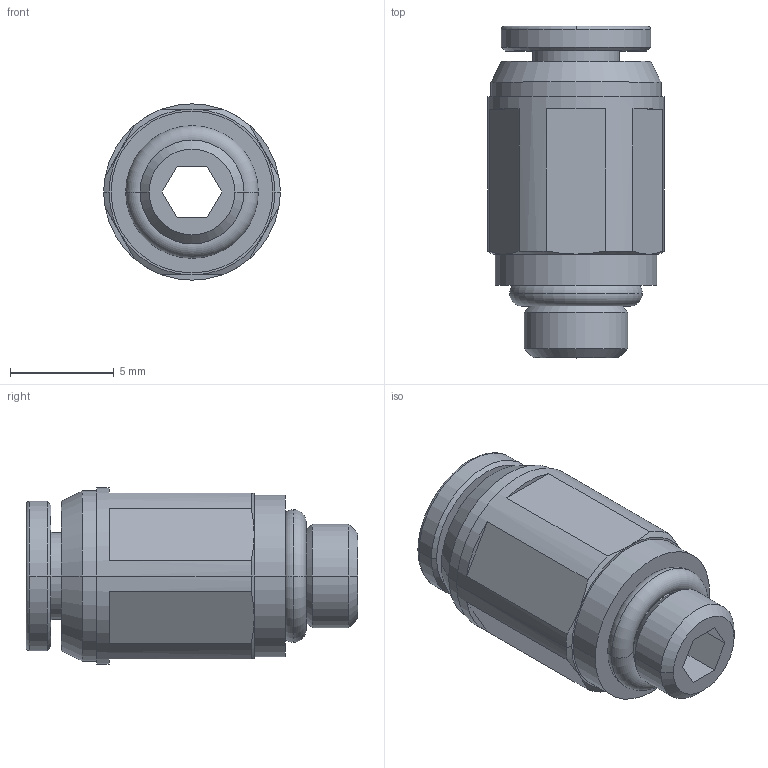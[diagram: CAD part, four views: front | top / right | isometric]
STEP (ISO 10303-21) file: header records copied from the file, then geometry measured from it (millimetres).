
FILE_DESCRIPTION(('STEP AP214'),'1');
FILE_NAME('3101_03_19.stp','2020-01-16T11:07:30',('TraceParts'),('TraceParts S.A.'),'Spatial InterOp 3D',' ',' ');
FILE_SCHEMA(('AUTOMOTIVE_DESIGN { 1 0 10303 214 1 1 1 1 }'));
Length unit declared in the file: millimetre
Products named in the file (1): 3101_03_19
Bounding box: 8.5 x 16 x 8.5 mm (x, y, z)
Volume: 592.6 mm3; surface area: 674.4 mm2
Topology: 1 solids, 2 shells, 69 faces, 159 edges, 99 vertices
Faces by surface type: plane 27, cylinder 18, cone 16, torus 8
Entity records: 2001 total; most frequent: CARTESIAN_POINT 376, DIRECTION 370, ORIENTED_EDGE 318, EDGE_CURVE 159, AXIS2_PLACEMENT_3D 153, VERTEX_POINT 99, CIRCLE 83, EDGE_LOOP 78
